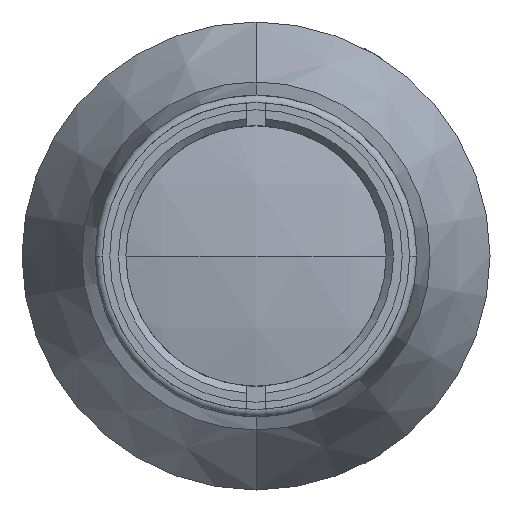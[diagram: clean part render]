
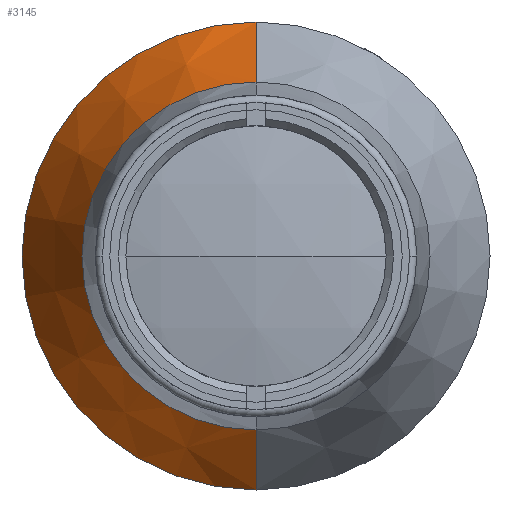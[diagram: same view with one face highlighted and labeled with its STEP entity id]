
A CAD part, left-side view. The second image highlights one B-rep face of the part: STEP entity #3145.
In plain terms, the highlighted conical face has half-angle 26.203 degrees and reference radius 32 mm.
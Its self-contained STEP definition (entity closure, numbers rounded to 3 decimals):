
#342 = VECTOR ( 'NONE', #4801, 1000. ) ;
#534 = CIRCLE ( 'NONE', #1653, 32. ) ;
#688 = CARTESIAN_POINT ( 'NONE',  ( 124.973, 0., 32. ) ) ;
#736 = ORIENTED_EDGE ( 'NONE', *, *, #2942, .T. ) ;
#817 = LINE ( 'NONE', #4188, #1493 ) ;
#902 = VERTEX_POINT ( 'NONE', #2602 ) ;
#935 = EDGE_CURVE ( 'NONE', #4930, #4296, #3596, .T. ) ;
#1316 = CARTESIAN_POINT ( 'NONE',  ( 108.31, 0., 23.8 ) ) ;
#1493 = VECTOR ( 'NONE', #2091, 1000. ) ;
#1653 = AXIS2_PLACEMENT_3D ( 'NONE', #3798, #1688, #3311 ) ;
#1688 = DIRECTION ( 'NONE',  ( -1., 0., 0. ) ) ;
#1700 = ORIENTED_EDGE ( 'NONE', *, *, #3633, .T. ) ;
#2015 = ORIENTED_EDGE ( 'NONE', *, *, #4572, .F. ) ;
#2091 = DIRECTION ( 'NONE',  ( 0.897, 0., -0.442 ) ) ;
#2323 = CARTESIAN_POINT ( 'NONE',  ( 124.973, 0., 32. ) ) ;
#2353 = CARTESIAN_POINT ( 'NONE',  ( 108.31, 0., 0. ) ) ;
#2456 = VERTEX_POINT ( 'NONE', #2323 ) ;
#2602 = CARTESIAN_POINT ( 'NONE',  ( 124.973, 0., -32. ) ) ;
#2910 = DIRECTION ( 'NONE',  ( 0., 0., -1. ) ) ;
#2942 = EDGE_CURVE ( 'NONE', #4930, #2456, #3891, .T. ) ;
#3145 = ADVANCED_FACE ( 'NONE', ( #4114 ), #3373, .T. ) ;
#3311 = DIRECTION ( 'NONE',  ( 0., 0., 1. ) ) ;
#3373 = CONICAL_SURFACE ( 'NONE', #5208, 32., 0.457 ) ;
#3596 = CIRCLE ( 'NONE', #4040, 23.8 ) ;
#3605 = EDGE_LOOP ( 'NONE', ( #3836, #736, #1700, #2015 ) ) ;
#3633 = EDGE_CURVE ( 'NONE', #2456, #902, #534, .T. ) ;
#3691 = DIRECTION ( 'NONE',  ( 1., 0., 0. ) ) ;
#3798 = CARTESIAN_POINT ( 'NONE',  ( 124.973, 0., 0. ) ) ;
#3836 = ORIENTED_EDGE ( 'NONE', *, *, #935, .F. ) ;
#3891 = LINE ( 'NONE', #688, #342 ) ;
#4020 = DIRECTION ( 'NONE',  ( 0., 0., 1. ) ) ;
#4040 = AXIS2_PLACEMENT_3D ( 'NONE', #2353, #5265, #4020 ) ;
#4114 = FACE_OUTER_BOUND ( 'NONE', #3605, .T. ) ;
#4188 = CARTESIAN_POINT ( 'NONE',  ( 124.973, 0., -32. ) ) ;
#4296 = VERTEX_POINT ( 'NONE', #4552 ) ;
#4549 = CARTESIAN_POINT ( 'NONE',  ( 124.973, 0., 0. ) ) ;
#4552 = CARTESIAN_POINT ( 'NONE',  ( 108.31, 0., -23.8 ) ) ;
#4572 = EDGE_CURVE ( 'NONE', #4296, #902, #817, .T. ) ;
#4801 = DIRECTION ( 'NONE',  ( 0.897, 0., 0.442 ) ) ;
#4930 = VERTEX_POINT ( 'NONE', #1316 ) ;
#5208 = AXIS2_PLACEMENT_3D ( 'NONE', #4549, #3691, #2910 ) ;
#5265 = DIRECTION ( 'NONE',  ( -1., 0., 0. ) ) ;
